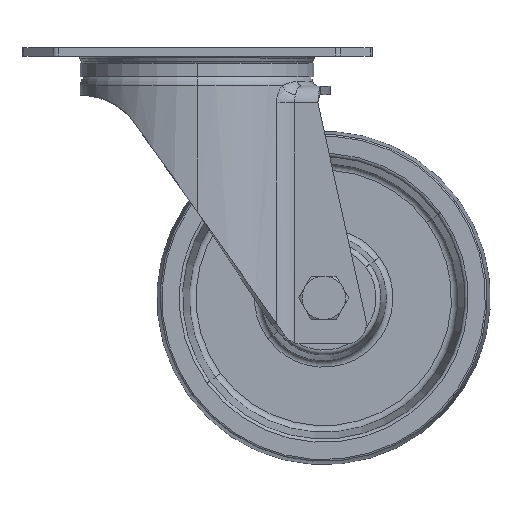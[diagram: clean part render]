
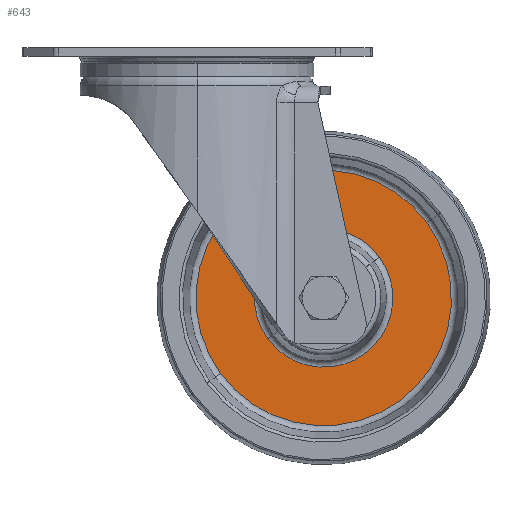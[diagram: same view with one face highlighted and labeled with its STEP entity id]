
A CAD part, top view. The second image highlights one B-rep face of the part: STEP entity #643.
In plain terms, the highlighted planar face has unit normal (0, 0, 1).
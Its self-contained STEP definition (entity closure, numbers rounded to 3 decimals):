
#368 = EDGE_CURVE ( 'NONE', #14535, #12944, #16305, .T. ) ;
#628 = AXIS2_PLACEMENT_3D ( 'NONE', #2793, #1466, #6553 ) ;
#643 = ADVANCED_FACE ( 'NONE', ( #9824, #14962 ), #1235, .T. ) ;
#699 = DIRECTION ( 'NONE',  ( 0., 0., -1. ) ) ;
#858 = DIRECTION ( 'NONE',  ( 0., 0., 1. ) ) ;
#1076 = CARTESIAN_POINT ( 'NONE',  ( 38., -75., 3. ) ) ;
#1235 = PLANE ( 'NONE',  #8467 ) ;
#1385 = CARTESIAN_POINT ( 'NONE',  ( 7.058, -97.616, 3. ) ) ;
#1466 = DIRECTION ( 'NONE',  ( 0., 0., -1. ) ) ;
#2192 = AXIS2_PLACEMENT_3D ( 'NONE', #9371, #858, #7201 ) ;
#2642 = EDGE_CURVE ( 'NONE', #8120, #9362, #10396, .T. ) ;
#2793 = CARTESIAN_POINT ( 'NONE',  ( 38., -75., 3. ) ) ;
#3034 = EDGE_LOOP ( 'NONE', ( #6372, #12978 ) ) ;
#3679 = DIRECTION ( 'NONE',  ( 0., 0., 1. ) ) ;
#4491 = EDGE_LOOP ( 'NONE', ( #13847, #11955 ) ) ;
#4818 = CARTESIAN_POINT ( 'NONE',  ( 61.604, -107.293, 3. ) ) ;
#5797 = DIRECTION ( 'NONE',  ( -0.807, -0.59, 0. ) ) ;
#6237 = DIRECTION ( 'NONE',  ( -0.807, -0.59, 0. ) ) ;
#6372 = ORIENTED_EDGE ( 'NONE', *, *, #368, .T. ) ;
#6553 = DIRECTION ( 'NONE',  ( -0.807, -0.59, 0. ) ) ;
#7049 = CARTESIAN_POINT ( 'NONE',  ( 38., -75., 3. ) ) ;
#7201 = DIRECTION ( 'NONE',  ( -0.807, -0.59, 0. ) ) ;
#7764 = CIRCLE ( 'NONE', #2192, 38.326 ) ;
#8120 = VERTEX_POINT ( 'NONE', #12413 ) ;
#8467 = AXIS2_PLACEMENT_3D ( 'NONE', #4818, #16164, #6237 ) ;
#8832 = DIRECTION ( 'NONE',  ( -0.807, -0.59, 0. ) ) ;
#9362 = VERTEX_POINT ( 'NONE', #1385 ) ;
#9371 = CARTESIAN_POINT ( 'NONE',  ( 38., -75., 3. ) ) ;
#9824 = FACE_BOUND ( 'NONE', #3034, .T. ) ;
#10396 = CIRCLE ( 'NONE', #11740, 38.326 ) ;
#11740 = AXIS2_PLACEMENT_3D ( 'NONE', #1076, #3679, #8832 ) ;
#11955 = ORIENTED_EDGE ( 'NONE', *, *, #2642, .T. ) ;
#12022 = EDGE_CURVE ( 'NONE', #12944, #14535, #15374, .T. ) ;
#12027 = CARTESIAN_POINT ( 'NONE',  ( 54.765, -62.746, 3. ) ) ;
#12413 = CARTESIAN_POINT ( 'NONE',  ( 68.942, -52.384, 3. ) ) ;
#12742 = EDGE_CURVE ( 'NONE', #9362, #8120, #7764, .T. ) ;
#12802 = CARTESIAN_POINT ( 'NONE',  ( 21.235, -87.254, 3. ) ) ;
#12944 = VERTEX_POINT ( 'NONE', #12027 ) ;
#12978 = ORIENTED_EDGE ( 'NONE', *, *, #12022, .T. ) ;
#13580 = AXIS2_PLACEMENT_3D ( 'NONE', #7049, #699, #5797 ) ;
#13847 = ORIENTED_EDGE ( 'NONE', *, *, #12742, .T. ) ;
#14535 = VERTEX_POINT ( 'NONE', #12802 ) ;
#14962 = FACE_OUTER_BOUND ( 'NONE', #4491, .T. ) ;
#15374 = CIRCLE ( 'NONE', #628, 20.766 ) ;
#16164 = DIRECTION ( 'NONE',  ( 0., 0., 1. ) ) ;
#16305 = CIRCLE ( 'NONE', #13580, 20.766 ) ;
